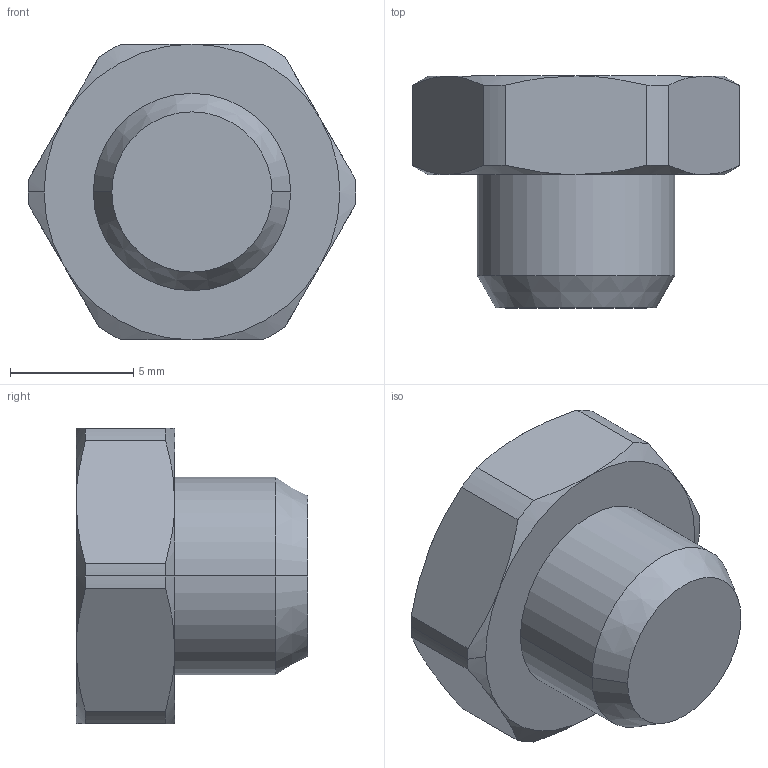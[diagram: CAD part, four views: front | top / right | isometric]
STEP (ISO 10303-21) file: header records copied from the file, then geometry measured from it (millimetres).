
FILE_DESCRIPTION (( 'STEP AP203' ), '1' );
FILE_NAME ('030200001NQ00A.STEP', '2019-06-20T06:15:04', ( '' ), ( '' ), 'SwSTEP 2.0', 'SolidWorks 2016', '' );
FILE_SCHEMA (( 'CONFIG_CONTROL_DESIGN' ));
Length unit declared in the file: millimetre
Products named in the file (1): 030200001NQ00A
Bounding box: 13.3 x 9.4 x 12 mm (x, y, z)
Volume: 752.4 mm3; surface area: 520.2 mm2
Topology: 1 solids, 1 shells, 34 faces, 78 edges, 47 vertices
Faces by surface type: cone 16, cylinder 9, plane 9
Entity records: 1090 total; most frequent: CARTESIAN_POINT 264, DIRECTION 159, ORIENTED_EDGE 156, EDGE_CURVE 78, AXIS2_PLACEMENT_3D 70, VERTEX_POINT 47, CIRCLE 35, EDGE_LOOP 35
